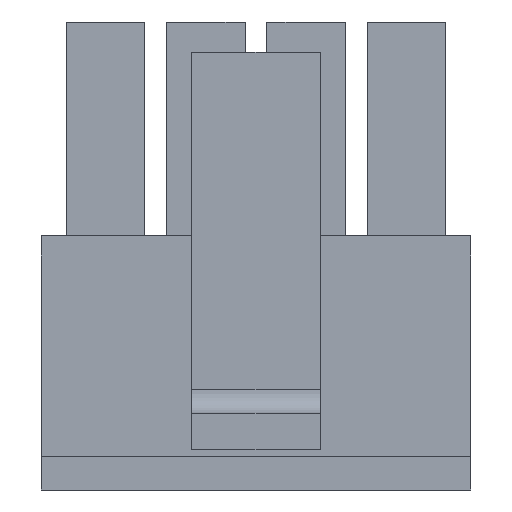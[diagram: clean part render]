
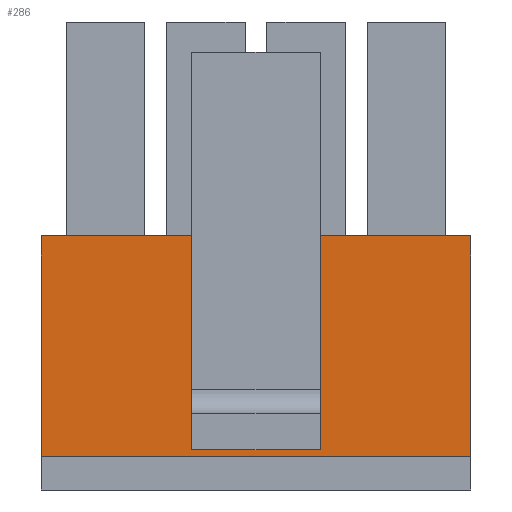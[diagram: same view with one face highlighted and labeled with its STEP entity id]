
A CAD part, left-side view. The second image highlights one B-rep face of the part: STEP entity #286.
In plain terms, the highlighted planar face has unit normal (-1, 0, 0).
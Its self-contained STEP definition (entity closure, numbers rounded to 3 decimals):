
#286 = ADVANCED_FACE( '', ( #656, #657, #658 ), #659, .T. );
#656 = FACE_BOUND( '', #1123, .T. );
#657 = FACE_OUTER_BOUND( '', #1124, .T. );
#658 = FACE_BOUND( '', #1125, .T. );
#659 = PLANE( '', #1126 );
#1123 = EDGE_LOOP( '', ( #1927, #1928, #1929, #1930 ) );
#1124 = EDGE_LOOP( '', ( #1931, #1932, #1933, #1934 ) );
#1125 = EDGE_LOOP( '', ( #1935, #1936, #1937, #1938 ) );
#1126 = AXIS2_PLACEMENT_3D( '', #1939, #1940, #1941 );
#1927 = ORIENTED_EDGE( '', *, *, #2893, .F. );
#1928 = ORIENTED_EDGE( '', *, *, #2942, .F. );
#1929 = ORIENTED_EDGE( '', *, *, #2998, .T. );
#1930 = ORIENTED_EDGE( '', *, *, #2999, .F. );
#1931 = ORIENTED_EDGE( '', *, *, #3000, .T. );
#1932 = ORIENTED_EDGE( '', *, *, #2994, .F. );
#1933 = ORIENTED_EDGE( '', *, *, #3001, .T. );
#1934 = ORIENTED_EDGE( '', *, *, #3002, .T. );
#1935 = ORIENTED_EDGE( '', *, *, #3003, .T. );
#1936 = ORIENTED_EDGE( '', *, *, #2831, .T. );
#1937 = ORIENTED_EDGE( '', *, *, #2913, .F. );
#1938 = ORIENTED_EDGE( '', *, *, #3004, .T. );
#1939 = CARTESIAN_POINT( '', ( -3.8, -6.425, -3.8 ) );
#1940 = DIRECTION( '', ( -1., 0., 0. ) );
#1941 = DIRECTION( '', ( 0., 0., 1. ) );
#2831 = EDGE_CURVE( '', #3428, #3438, #3440, .T. );
#2893 = EDGE_CURVE( '', #3539, #3541, #3542, .T. );
#2913 = EDGE_CURVE( '', #3570, #3438, #3572, .T. );
#2942 = EDGE_CURVE( '', #3615, #3539, #3617, .T. );
#2994 = EDGE_CURVE( '', #3695, #3687, #3697, .T. );
#2998 = EDGE_CURVE( '', #3615, #3701, #3702, .T. );
#2999 = EDGE_CURVE( '', #3541, #3701, #3703, .T. );
#3000 = EDGE_CURVE( '', #3704, #3687, #3705, .T. );
#3001 = EDGE_CURVE( '', #3695, #3706, #3707, .T. );
#3002 = EDGE_CURVE( '', #3706, #3704, #3708, .T. );
#3003 = EDGE_CURVE( '', #3709, #3428, #3710, .T. );
#3004 = EDGE_CURVE( '', #3570, #3709, #3711, .T. );
#3428 = VERTEX_POINT( '', #4282 );
#3438 = VERTEX_POINT( '', #4296 );
#3440 = LINE( '', #4299, #4300 );
#3539 = VERTEX_POINT( '', #4446 );
#3541 = VERTEX_POINT( '', #4449 );
#3542 = LINE( '', #4450, #4451 );
#3570 = VERTEX_POINT( '', #4490 );
#3572 = LINE( '', #4493, #4494 );
#3615 = VERTEX_POINT( '', #4557 );
#3617 = LINE( '', #4559, #4560 );
#3687 = VERTEX_POINT( '', #4665 );
#3695 = VERTEX_POINT( '', #4677 );
#3697 = LINE( '', #4680, #4681 );
#3701 = VERTEX_POINT( '', #4686 );
#3702 = LINE( '', #4687, #4688 );
#3703 = LINE( '', #4689, #4690 );
#3704 = VERTEX_POINT( '', #4691 );
#3705 = LINE( '', #4692, #4693 );
#3706 = VERTEX_POINT( '', #4694 );
#3707 = LINE( '', #4695, #4696 );
#3708 = LINE( '', #4697, #4698 );
#3709 = VERTEX_POINT( '', #4699 );
#3710 = LINE( '', #4700, #4701 );
#3711 = LINE( '', #4702, #4703 );
#4282 = CARTESIAN_POINT( '', ( -3.8, 1.075, 3.68 ) );
#4296 = CARTESIAN_POINT( '', ( -3.8, 1.075, 2.03 ) );
#4299 = CARTESIAN_POINT( '', ( -3.8, 1.075, 7. ) );
#4300 = VECTOR( '', #5218, 1000. );
#4446 = CARTESIAN_POINT( '', ( -3.8, -1.075, 2.03 ) );
#4449 = CARTESIAN_POINT( '', ( -3.8, -1.925, 2.03 ) );
#4450 = CARTESIAN_POINT( '', ( -3.8, 1.925, 2.03 ) );
#4451 = VECTOR( '', #5267, 1000. );
#4490 = CARTESIAN_POINT( '', ( -3.8, 1.925, 2.03 ) );
#4493 = CARTESIAN_POINT( '', ( -3.8, 1.925, 2.03 ) );
#4494 = VECTOR( '', #5286, 1000. );
#4557 = CARTESIAN_POINT( '', ( -3.8, -1.075, 3.68 ) );
#4559 = CARTESIAN_POINT( '', ( -3.8, -1.075, 7. ) );
#4560 = VECTOR( '', #5310, 1000. );
#4665 = CARTESIAN_POINT( '', ( -3.8, 6.425, 3.8 ) );
#4677 = CARTESIAN_POINT( '', ( -3.8, 6.425, -2.8 ) );
#4680 = CARTESIAN_POINT( '', ( -3.8, 6.425, -3.8 ) );
#4681 = VECTOR( '', #5351, 1000. );
#4686 = CARTESIAN_POINT( '', ( -3.8, -1.925, 3.68 ) );
#4687 = CARTESIAN_POINT( '', ( -3.8, 1.925, 3.68 ) );
#4688 = VECTOR( '', #5353, 1000. );
#4689 = CARTESIAN_POINT( '', ( -3.8, -1.925, 3.68 ) );
#4690 = VECTOR( '', #5354, 1000. );
#4691 = CARTESIAN_POINT( '', ( -3.8, -6.425, 3.8 ) );
#4692 = CARTESIAN_POINT( '', ( -3.8, -6.425, 3.8 ) );
#4693 = VECTOR( '', #5355, 1000. );
#4694 = CARTESIAN_POINT( '', ( -3.8, -6.425, -2.8 ) );
#4695 = CARTESIAN_POINT( '', ( -3.8, 6.425, -2.8 ) );
#4696 = VECTOR( '', #5356, 1000. );
#4697 = CARTESIAN_POINT( '', ( -3.8, -6.425, -3.8 ) );
#4698 = VECTOR( '', #5357, 1000. );
#4699 = CARTESIAN_POINT( '', ( -3.8, 1.925, 3.68 ) );
#4700 = CARTESIAN_POINT( '', ( -3.8, 1.925, 3.68 ) );
#4701 = VECTOR( '', #5358, 1000. );
#4702 = CARTESIAN_POINT( '', ( -3.8, 1.925, 3.68 ) );
#4703 = VECTOR( '', #5359, 1000. );
#5218 = DIRECTION( '', ( 0., 0., -1. ) );
#5267 = DIRECTION( '', ( 0., -1., 0. ) );
#5286 = DIRECTION( '', ( 0., -1., 0. ) );
#5310 = DIRECTION( '', ( 0., 0., -1. ) );
#5351 = DIRECTION( '', ( 0., 0., 1. ) );
#5353 = DIRECTION( '', ( 0., -1., 0. ) );
#5354 = DIRECTION( '', ( 0., 0., 1. ) );
#5355 = DIRECTION( '', ( 0., 1., 0. ) );
#5356 = DIRECTION( '', ( 0., -1., 0. ) );
#5357 = DIRECTION( '', ( 0., 0., 1. ) );
#5358 = DIRECTION( '', ( 0., -1., 0. ) );
#5359 = DIRECTION( '', ( 0., 0., 1. ) );
